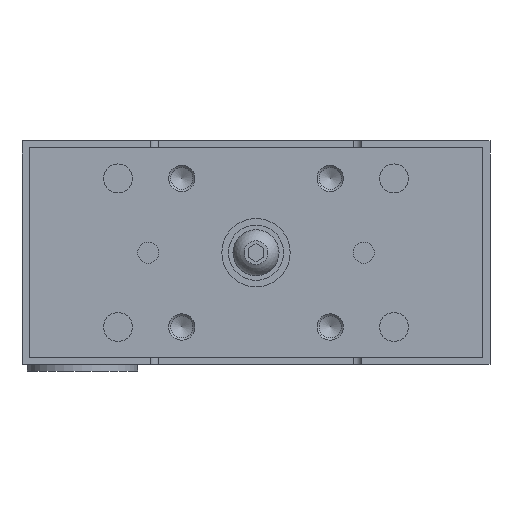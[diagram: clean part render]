
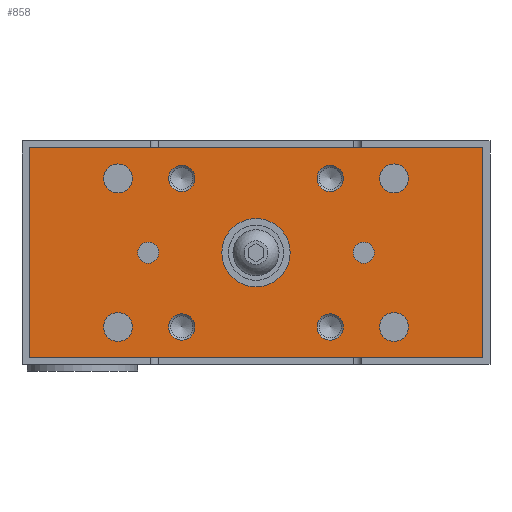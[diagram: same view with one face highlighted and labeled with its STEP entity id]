
A CAD part, left-side view. The second image highlights one B-rep face of the part: STEP entity #858.
In plain terms, the highlighted planar face has unit normal (-1, 0, 0).
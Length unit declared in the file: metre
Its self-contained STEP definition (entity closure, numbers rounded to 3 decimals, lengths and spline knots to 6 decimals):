
#858 = ADVANCED_FACE( '', ( #2040, #2041, #2042, #2043, #2044, #2045, #2046, #2047, #2048, #2049, #2050, #2051 ), #2052, .F. );
#2040 = FACE_BOUND( '', #3562, .T. );
#2041 = FACE_BOUND( '', #3563, .T. );
#2042 = FACE_BOUND( '', #3564, .T. );
#2043 = FACE_BOUND( '', #3565, .T. );
#2044 = FACE_BOUND( '', #3566, .T. );
#2045 = FACE_BOUND( '', #3567, .T. );
#2046 = FACE_BOUND( '', #3568, .T. );
#2047 = FACE_BOUND( '', #3569, .T. );
#2048 = FACE_BOUND( '', #3570, .T. );
#2049 = FACE_BOUND( '', #3571, .T. );
#2050 = FACE_BOUND( '', #3572, .T. );
#2051 = FACE_OUTER_BOUND( '', #3573, .T. );
#2052 = PLANE( '', #3574 );
#3562 = EDGE_LOOP( '', ( #5860 ) );
#3563 = EDGE_LOOP( '', ( #5861 ) );
#3564 = EDGE_LOOP( '', ( #5862 ) );
#3565 = EDGE_LOOP( '', ( #5863 ) );
#3566 = EDGE_LOOP( '', ( #5864 ) );
#3567 = EDGE_LOOP( '', ( #5865 ) );
#3568 = EDGE_LOOP( '', ( #5866 ) );
#3569 = EDGE_LOOP( '', ( #5867 ) );
#3570 = EDGE_LOOP( '', ( #5868 ) );
#3571 = EDGE_LOOP( '', ( #5869 ) );
#3572 = EDGE_LOOP( '', ( #5870 ) );
#3573 = EDGE_LOOP( '', ( #5871, #5872, #5873, #5874 ) );
#3574 = AXIS2_PLACEMENT_3D( '', #5875, #5876, #5877 );
#5860 = ORIENTED_EDGE( '', *, *, #8076, .T. );
#5861 = ORIENTED_EDGE( '', *, *, #7928, .T. );
#5862 = ORIENTED_EDGE( '', *, *, #8175, .F. );
#5863 = ORIENTED_EDGE( '', *, *, #8176, .F. );
#5864 = ORIENTED_EDGE( '', *, *, #7944, .T. );
#5865 = ORIENTED_EDGE( '', *, *, #8177, .T. );
#5866 = ORIENTED_EDGE( '', *, *, #7793, .T. );
#5867 = ORIENTED_EDGE( '', *, *, #7765, .T. );
#5868 = ORIENTED_EDGE( '', *, *, #8178, .T. );
#5869 = ORIENTED_EDGE( '', *, *, #8006, .T. );
#5870 = ORIENTED_EDGE( '', *, *, #8179, .T. );
#5871 = ORIENTED_EDGE( '', *, *, #8180, .T. );
#5872 = ORIENTED_EDGE( '', *, *, #8181, .T. );
#5873 = ORIENTED_EDGE( '', *, *, #7479, .T. );
#5874 = ORIENTED_EDGE( '', *, *, #7594, .T. );
#5875 = CARTESIAN_POINT( '', ( -0.037, 0.086, -0.0025 ) );
#5876 = DIRECTION( '', ( 1., 0., 0. ) );
#5877 = DIRECTION( '', ( 0., 0., 1. ) );
#7479 = EDGE_CURVE( '', #8685, #8683, #8686, .T. );
#7594 = EDGE_CURVE( '', #8683, #8876, #8878, .T. );
#7765 = EDGE_CURVE( '', #9158, #9158, #9159, .T. );
#7793 = EDGE_CURVE( '', #9204, #9204, #9205, .T. );
#7928 = EDGE_CURVE( '', #9410, #9410, #9411, .T. );
#7944 = EDGE_CURVE( '', #9434, #9434, #9435, .T. );
#8006 = EDGE_CURVE( '', #9529, #9529, #9530, .T. );
#8076 = EDGE_CURVE( '', #9636, #9636, #9637, .T. );
#8175 = EDGE_CURVE( '', #9774, #9774, #9775, .T. );
#8176 = EDGE_CURVE( '', #9776, #9776, #9777, .T. );
#8177 = EDGE_CURVE( '', #9778, #9778, #9779, .T. );
#8178 = EDGE_CURVE( '', #9780, #9780, #9781, .T. );
#8179 = EDGE_CURVE( '', #9782, #9782, #9783, .T. );
#8180 = EDGE_CURVE( '', #8876, #9784, #9785, .T. );
#8181 = EDGE_CURVE( '', #9784, #8685, #9786, .T. );
#8683 = VERTEX_POINT( '', #10418 );
#8685 = VERTEX_POINT( '', #10421 );
#8686 = LINE( '', #10422, #10423 );
#8876 = VERTEX_POINT( '', #10746 );
#8878 = LINE( '', #10749, #10750 );
#9158 = VERTEX_POINT( '', #11471 );
#9159 = CIRCLE( '', #11472, 0.0055 );
#9204 = VERTEX_POINT( '', #11567 );
#9205 = CIRCLE( '', #11568, 0.0055 );
#9410 = VERTEX_POINT( '', #11929 );
#9411 = CIRCLE( '', #11930, 0.005 );
#9434 = VERTEX_POINT( '', #11958 );
#9435 = CIRCLE( '', #11959, 0.005 );
#9529 = VERTEX_POINT( '', #12073 );
#9530 = CIRCLE( '', #12074, 0.004 );
#9636 = VERTEX_POINT( '', #12220 );
#9637 = CIRCLE( '', #12221, 0.013 );
#9774 = VERTEX_POINT( '', #12433 );
#9775 = CIRCLE( '', #12434, 0.005 );
#9776 = VERTEX_POINT( '', #12435 );
#9777 = CIRCLE( '', #12436, 0.005 );
#9778 = VERTEX_POINT( '', #12437 );
#9779 = CIRCLE( '', #12438, 0.0055 );
#9780 = VERTEX_POINT( '', #12439 );
#9781 = CIRCLE( '', #12440, 0.0055 );
#9782 = VERTEX_POINT( '', #12441 );
#9783 = CIRCLE( '', #12442, 0.004 );
#9784 = VERTEX_POINT( '', #12443 );
#9785 = LINE( '', #12444, #12445 );
#9786 = LINE( '', #12446, #12447 );
#10418 = CARTESIAN_POINT( '', ( -0.037, -0.086, -0.0025 ) );
#10421 = CARTESIAN_POINT( '', ( -0.037, -0.086, -0.0825 ) );
#10422 = CARTESIAN_POINT( '', ( -0.037, -0.086, -0.0825 ) );
#10423 = VECTOR( '', #13263, 1. );
#10746 = CARTESIAN_POINT( '', ( -0.037, 0.086, -0.0025 ) );
#10749 = CARTESIAN_POINT( '', ( -0.037, -0.086, -0.0025 ) );
#10750 = VECTOR( '', #13411, 1. );
#11471 = CARTESIAN_POINT( '', ( -0.037, 0.058, -0.07075 ) );
#11472 = AXIS2_PLACEMENT_3D( '', #13642, #13643, #13644 );
#11567 = CARTESIAN_POINT( '', ( -0.037, -0.047, -0.01425 ) );
#11568 = AXIS2_PLACEMENT_3D( '', #13678, #13679, #13680 );
#11929 = CARTESIAN_POINT( '', ( -0.037, 0.02325, -0.01425 ) );
#11930 = AXIS2_PLACEMENT_3D( '', #13881, #13882, #13883 );
#11958 = CARTESIAN_POINT( '', ( -0.037, -0.02325, -0.07075 ) );
#11959 = AXIS2_PLACEMENT_3D( '', #13901, #13902, #13903 );
#12073 = CARTESIAN_POINT( '', ( -0.037, 0.045, -0.0425 ) );
#12074 = AXIS2_PLACEMENT_3D( '', #13983, #13984, #13985 );
#12220 = CARTESIAN_POINT( '', ( -0.037, 0.013, -0.0425 ) );
#12221 = AXIS2_PLACEMENT_3D( '', #14088, #14089, #14090 );
#12433 = CARTESIAN_POINT( '', ( -0.037, -0.02325, -0.01425 ) );
#12434 = AXIS2_PLACEMENT_3D( '', #14212, #14213, #14214 );
#12435 = CARTESIAN_POINT( '', ( -0.037, 0.02325, -0.07075 ) );
#12436 = AXIS2_PLACEMENT_3D( '', #14215, #14216, #14217 );
#12437 = CARTESIAN_POINT( '', ( -0.037, 0.058, -0.01425 ) );
#12438 = AXIS2_PLACEMENT_3D( '', #14218, #14219, #14220 );
#12439 = CARTESIAN_POINT( '', ( -0.037, -0.047, -0.07075 ) );
#12440 = AXIS2_PLACEMENT_3D( '', #14221, #14222, #14223 );
#12441 = CARTESIAN_POINT( '', ( -0.037, -0.037, -0.0425 ) );
#12442 = AXIS2_PLACEMENT_3D( '', #14224, #14225, #14226 );
#12443 = CARTESIAN_POINT( '', ( -0.037, 0.086, -0.0825 ) );
#12444 = CARTESIAN_POINT( '', ( -0.037, 0.086, -0.0025 ) );
#12445 = VECTOR( '', #14227, 1. );
#12446 = CARTESIAN_POINT( '', ( -0.037, 0.086, -0.0825 ) );
#12447 = VECTOR( '', #14228, 1. );
#13263 = DIRECTION( '', ( 0., 0., 1. ) );
#13411 = DIRECTION( '', ( 0., 1., 0. ) );
#13642 = CARTESIAN_POINT( '', ( -0.037, 0.0525, -0.07075 ) );
#13643 = DIRECTION( '', ( 1., 0., 0. ) );
#13644 = DIRECTION( '', ( 0., 1., 0. ) );
#13678 = CARTESIAN_POINT( '', ( -0.037, -0.0525, -0.01425 ) );
#13679 = DIRECTION( '', ( 1., 0., 0. ) );
#13680 = DIRECTION( '', ( 0., 1., 0. ) );
#13881 = CARTESIAN_POINT( '', ( -0.037, 0.02825, -0.01425 ) );
#13882 = DIRECTION( '', ( 1., 0., 0. ) );
#13883 = DIRECTION( '', ( 0., -1., 0. ) );
#13901 = CARTESIAN_POINT( '', ( -0.037, -0.02825, -0.07075 ) );
#13902 = DIRECTION( '', ( 1., 0., 0. ) );
#13903 = DIRECTION( '', ( 0., 1., 0. ) );
#13983 = CARTESIAN_POINT( '', ( -0.037, 0.041, -0.0425 ) );
#13984 = DIRECTION( '', ( 1., 0., 0. ) );
#13985 = DIRECTION( '', ( 0., 1., 0. ) );
#14088 = CARTESIAN_POINT( '', ( -0.037, 0., -0.0425 ) );
#14089 = DIRECTION( '', ( 1., 0., 0. ) );
#14090 = DIRECTION( '', ( 0., 1., 0. ) );
#14212 = CARTESIAN_POINT( '', ( -0.037, -0.02825, -0.01425 ) );
#14213 = DIRECTION( '', ( -1., 0., 0. ) );
#14214 = DIRECTION( '', ( 0., 1., 0. ) );
#14215 = CARTESIAN_POINT( '', ( -0.037, 0.02825, -0.07075 ) );
#14216 = DIRECTION( '', ( -1., 0., 0. ) );
#14217 = DIRECTION( '', ( 0., -1., 0. ) );
#14218 = CARTESIAN_POINT( '', ( -0.037, 0.0525, -0.01425 ) );
#14219 = DIRECTION( '', ( 1., 0., 0. ) );
#14220 = DIRECTION( '', ( 0., 1., 0. ) );
#14221 = CARTESIAN_POINT( '', ( -0.037, -0.0525, -0.07075 ) );
#14222 = DIRECTION( '', ( 1., 0., 0. ) );
#14223 = DIRECTION( '', ( 0., 1., 0. ) );
#14224 = CARTESIAN_POINT( '', ( -0.037, -0.041, -0.0425 ) );
#14225 = DIRECTION( '', ( 1., 0., 0. ) );
#14226 = DIRECTION( '', ( 0., 1., 0. ) );
#14227 = DIRECTION( '', ( 0., 0., -1. ) );
#14228 = DIRECTION( '', ( 0., -1., 0. ) );
